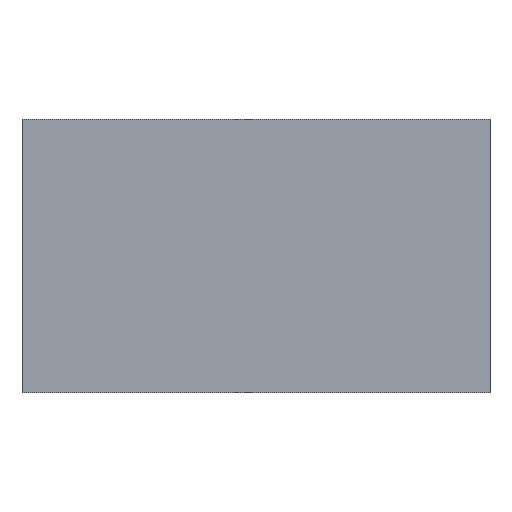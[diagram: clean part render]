
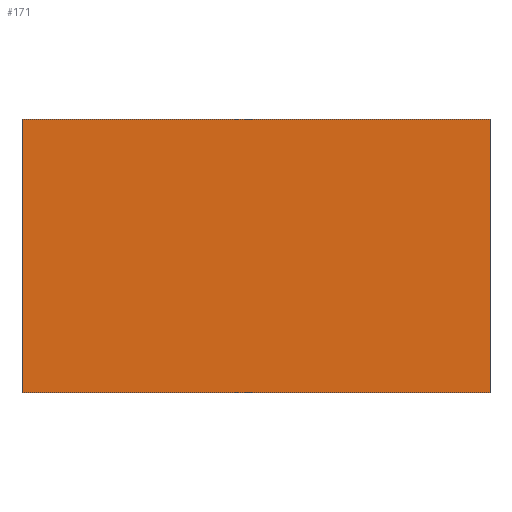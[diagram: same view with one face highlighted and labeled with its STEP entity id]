
A CAD part, top view. The second image highlights one B-rep face of the part: STEP entity #171.
In plain terms, the highlighted planar face has unit normal (0, 0, 1).
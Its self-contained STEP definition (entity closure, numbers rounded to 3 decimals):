
#42 = VERTEX_POINT('',#43);
#43 = CARTESIAN_POINT('',(244.014,-31.381,1.51));
#49 = EDGE_CURVE('',#42,#50,#52,.T.);
#50 = VERTEX_POINT('',#51);
#51 = CARTESIAN_POINT('',(244.014,-143.206,1.51));
#52 = LINE('',#53,#54);
#53 = CARTESIAN_POINT('',(244.014,-31.381,1.51));
#54 = VECTOR('',#55,1.);
#55 = DIRECTION('',(0.,-1.,0.));
#80 = EDGE_CURVE('',#50,#81,#83,.T.);
#81 = VERTEX_POINT('',#82);
#82 = CARTESIAN_POINT('',(52.659,-143.213,1.51));
#83 = LINE('',#84,#85);
#84 = CARTESIAN_POINT('',(244.014,-143.206,1.51));
#85 = VECTOR('',#86,1.);
#86 = DIRECTION('',(-1.,0.,0.));
#111 = EDGE_CURVE('',#81,#112,#114,.T.);
#112 = VERTEX_POINT('',#113);
#113 = CARTESIAN_POINT('',(52.659,-31.338,1.51));
#114 = LINE('',#115,#116);
#115 = CARTESIAN_POINT('',(52.659,-143.213,1.51));
#116 = VECTOR('',#117,1.);
#117 = DIRECTION('',(0.,1.,0.));
#142 = EDGE_CURVE('',#112,#42,#143,.T.);
#143 = LINE('',#144,#145);
#144 = CARTESIAN_POINT('',(52.659,-31.338,1.51));
#145 = VECTOR('',#146,1.);
#146 = DIRECTION('',(1.,0.,0.));
#171 = ADVANCED_FACE('',(#172),#178,.T.);
#172 = FACE_BOUND('',#173,.F.);
#173 = EDGE_LOOP('',(#174,#175,#176,#177));
#174 = ORIENTED_EDGE('',*,*,#49,.T.);
#175 = ORIENTED_EDGE('',*,*,#80,.T.);
#176 = ORIENTED_EDGE('',*,*,#111,.T.);
#177 = ORIENTED_EDGE('',*,*,#142,.T.);
#178 = PLANE('',#179);
#179 = AXIS2_PLACEMENT_3D('',#180,#181,#182);
#180 = CARTESIAN_POINT('',(0.,0.,1.51));
#181 = DIRECTION('',(0.,0.,1.));
#182 = DIRECTION('',(1.,0.,-0.));
